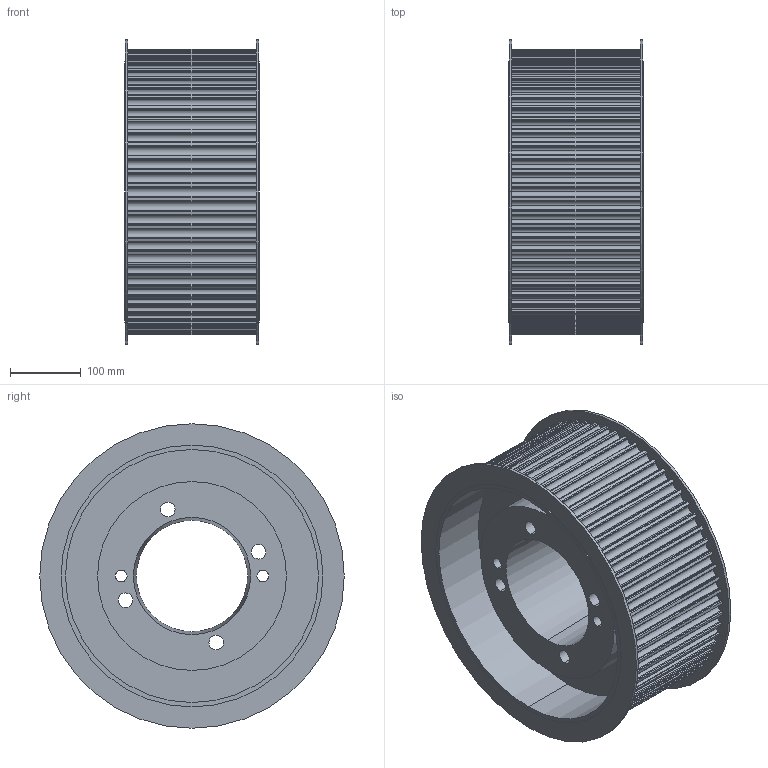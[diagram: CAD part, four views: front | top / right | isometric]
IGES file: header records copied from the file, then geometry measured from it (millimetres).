
Global section: file name: _cgs_temp_output.igs; native system: Creo Parametric by Parametric Technology Corporation; preprocessor: 2016360; author: SYSTEM; organization: Unknown; date: 20170924.113933; units: inch
Bounding box: 190.5 x 430 x 430 mm (x, y, z)
Volume: 10943230.2 mm3; surface area: 993219.7 mm2
Topology: 1 solids, 1 shells, 487 faces, 1431 edges, 954 vertices
Faces by surface type: revolution 349, bspline 138
